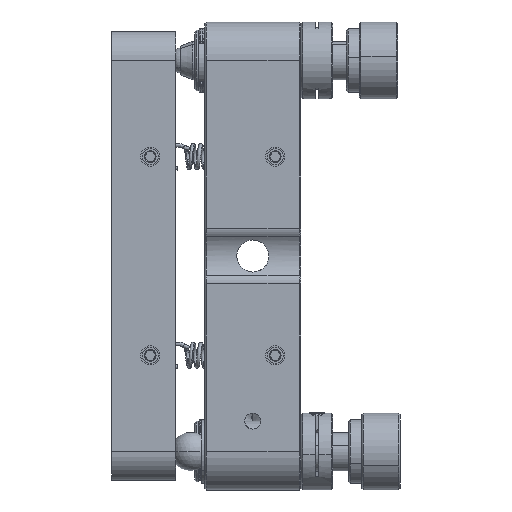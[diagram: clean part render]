
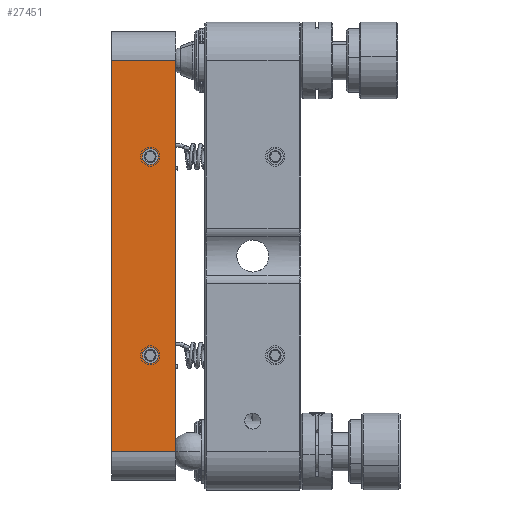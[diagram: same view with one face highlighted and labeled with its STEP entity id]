
A CAD part, front view. The second image highlights one B-rep face of the part: STEP entity #27451.
In plain terms, the highlighted planar face has unit normal (0, -1, 0).
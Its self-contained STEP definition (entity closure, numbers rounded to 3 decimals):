
#835 = DIRECTION ( 'NONE',  ( 0., -1., 0. ) ) ;
#1702 = CIRCLE ( 'NONE', #21629, 1.25 ) ;
#1858 = VERTEX_POINT ( 'NONE', #28690 ) ;
#2699 = ORIENTED_EDGE ( 'NONE', *, *, #21365, .F. ) ;
#2858 = DIRECTION ( 'NONE',  ( 0., 0., -1. ) ) ;
#3248 = LINE ( 'NONE', #12747, #8066 ) ;
#3510 = ORIENTED_EDGE ( 'NONE', *, *, #6984, .F. ) ;
#3706 = VERTEX_POINT ( 'NONE', #13270 ) ;
#3881 = LINE ( 'NONE', #13394, #17824 ) ;
#5152 = DIRECTION ( 'NONE',  ( 0., -1., 0. ) ) ;
#6984 = EDGE_CURVE ( 'NONE', #3706, #20005, #1702, .T. ) ;
#7730 = CARTESIAN_POINT ( 'NONE',  ( 1., -35., 16.75 ) ) ;
#7760 = VERTEX_POINT ( 'NONE', #29507 ) ;
#8066 = VECTOR ( 'NONE', #25396, 1000. ) ;
#9091 = VERTEX_POINT ( 'NONE', #13032 ) ;
#9196 = FACE_OUTER_BOUND ( 'NONE', #26209, .T. ) ;
#10521 = ORIENTED_EDGE ( 'NONE', *, *, #29660, .T. ) ;
#11455 = ORIENTED_EDGE ( 'NONE', *, *, #19524, .T. ) ;
#11869 = CARTESIAN_POINT ( 'NONE',  ( 1., -35., 15.5 ) ) ;
#12121 = LINE ( 'NONE', #26018, #22616 ) ;
#12361 = CARTESIAN_POINT ( 'NONE',  ( 1., -35., -15.5 ) ) ;
#12617 = DIRECTION ( 'NONE',  ( 0., 0., -1. ) ) ;
#12747 = CARTESIAN_POINT ( 'NONE',  ( 5., -35., -35. ) ) ;
#13032 = CARTESIAN_POINT ( 'NONE',  ( -5., -35., -30.5 ) ) ;
#13085 = DIRECTION ( 'NONE',  ( 0., -1., 0. ) ) ;
#13270 = CARTESIAN_POINT ( 'NONE',  ( 1., -35., 14.25 ) ) ;
#13381 = AXIS2_PLACEMENT_3D ( 'NONE', #11869, #5152, #19033 ) ;
#13394 = CARTESIAN_POINT ( 'NONE',  ( 5., -35., -30.5 ) ) ;
#14224 = CARTESIAN_POINT ( 'NONE',  ( 1., -35., -16.75 ) ) ;
#14960 = CARTESIAN_POINT ( 'NONE',  ( 1., -35., -15.5 ) ) ;
#16207 = DIRECTION ( 'NONE',  ( 0., 0., -1. ) ) ;
#17050 = EDGE_LOOP ( 'NONE', ( #21991, #2699 ) ) ;
#17824 = VECTOR ( 'NONE', #22915, 1000. ) ;
#17887 = EDGE_CURVE ( 'NONE', #20005, #3706, #26816, .T. ) ;
#18075 = CARTESIAN_POINT ( 'NONE',  ( -5., -35., -35. ) ) ;
#18250 = FACE_BOUND ( 'NONE', #19035, .T. ) ;
#18562 = FACE_BOUND ( 'NONE', #17050, .T. ) ;
#18577 = AXIS2_PLACEMENT_3D ( 'NONE', #22791, #27763, #22944 ) ;
#19033 = DIRECTION ( 'NONE',  ( 0., 0., -1. ) ) ;
#19035 = EDGE_LOOP ( 'NONE', ( #3510, #30113 ) ) ;
#19524 = EDGE_CURVE ( 'NONE', #9091, #1858, #3881, .T. ) ;
#19728 = VERTEX_POINT ( 'NONE', #22628 ) ;
#20005 = VERTEX_POINT ( 'NONE', #7730 ) ;
#20170 = DIRECTION ( 'NONE',  ( 0., 0., -1. ) ) ;
#20203 = CARTESIAN_POINT ( 'NONE',  ( -5., -35., 30.5 ) ) ;
#20335 = CARTESIAN_POINT ( 'NONE',  ( 1., -35., 15.5 ) ) ;
#20931 = CIRCLE ( 'NONE', #21930, 1.25 ) ;
#20999 = EDGE_CURVE ( 'NONE', #26836, #9091, #28053, .T. ) ;
#21365 = EDGE_CURVE ( 'NONE', #19728, #27063, #20931, .T. ) ;
#21403 = VECTOR ( 'NONE', #16207, 1000. ) ;
#21493 = DIRECTION ( 'NONE',  ( -1., 0., 0. ) ) ;
#21629 = AXIS2_PLACEMENT_3D ( 'NONE', #20335, #835, #20170 ) ;
#21930 = AXIS2_PLACEMENT_3D ( 'NONE', #14960, #13085, #12617 ) ;
#21991 = ORIENTED_EDGE ( 'NONE', *, *, #23050, .F. ) ;
#22616 = VECTOR ( 'NONE', #21493, 1000. ) ;
#22628 = CARTESIAN_POINT ( 'NONE',  ( 1., -35., -14.25 ) ) ;
#22791 = CARTESIAN_POINT ( 'NONE',  ( 5., -35., -35. ) ) ;
#22915 = DIRECTION ( 'NONE',  ( 1., 0., 0. ) ) ;
#22944 = DIRECTION ( 'NONE',  ( 0., 0., 1. ) ) ;
#23050 = EDGE_CURVE ( 'NONE', #27063, #19728, #28421, .T. ) ;
#23409 = PLANE ( 'NONE',  #18577 ) ;
#24084 = ORIENTED_EDGE ( 'NONE', *, *, #26190, .F. ) ;
#25396 = DIRECTION ( 'NONE',  ( 0., 0., -1. ) ) ;
#26018 = CARTESIAN_POINT ( 'NONE',  ( 5., -35., 30.5 ) ) ;
#26190 = EDGE_CURVE ( 'NONE', #7760, #1858, #3248, .T. ) ;
#26209 = EDGE_LOOP ( 'NONE', ( #27084, #11455, #24084, #10521 ) ) ;
#26564 = DIRECTION ( 'NONE',  ( 0., -1., 0. ) ) ;
#26816 = CIRCLE ( 'NONE', #13381, 1.25 ) ;
#26836 = VERTEX_POINT ( 'NONE', #20203 ) ;
#27063 = VERTEX_POINT ( 'NONE', #14224 ) ;
#27084 = ORIENTED_EDGE ( 'NONE', *, *, #20999, .T. ) ;
#27451 = ADVANCED_FACE ( 'NONE', ( #18562, #18250, #9196 ), #23409, .F. ) ;
#27763 = DIRECTION ( 'NONE',  ( 0., 1., 0. ) ) ;
#28053 = LINE ( 'NONE', #18075, #21403 ) ;
#28421 = CIRCLE ( 'NONE', #30405, 1.25 ) ;
#28690 = CARTESIAN_POINT ( 'NONE',  ( 5., -35., -30.5 ) ) ;
#29507 = CARTESIAN_POINT ( 'NONE',  ( 5., -35., 30.5 ) ) ;
#29660 = EDGE_CURVE ( 'NONE', #7760, #26836, #12121, .T. ) ;
#30113 = ORIENTED_EDGE ( 'NONE', *, *, #17887, .F. ) ;
#30405 = AXIS2_PLACEMENT_3D ( 'NONE', #12361, #26564, #2858 ) ;
